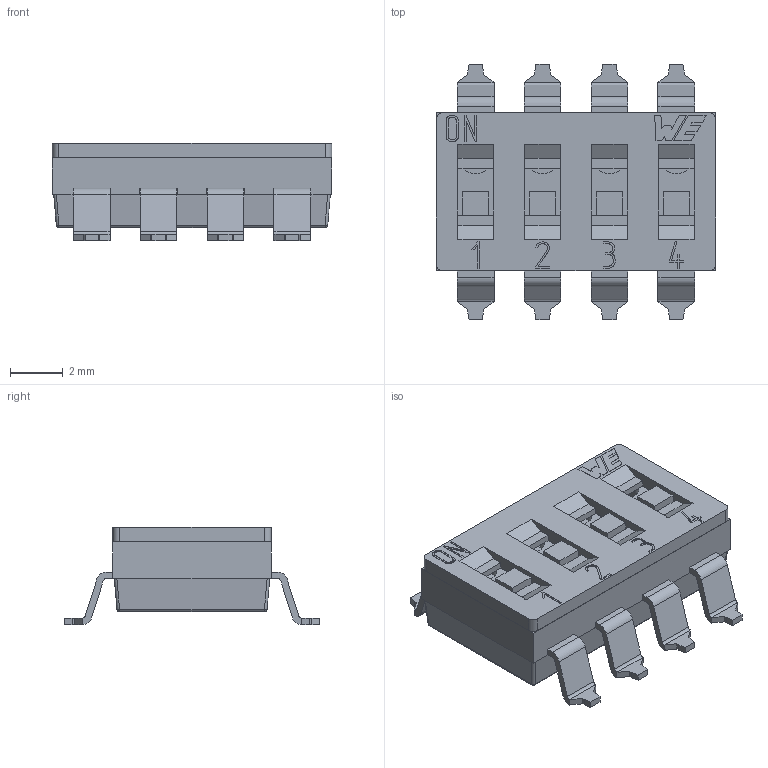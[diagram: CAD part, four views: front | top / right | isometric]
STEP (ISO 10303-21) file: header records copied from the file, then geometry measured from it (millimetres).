
FILE_DESCRIPTION( ( 'Unknown' ), '1' );
FILE_NAME( '418121160804.stp', 'Unknown', ( 'Unknown' ), ( 'Unknown' ), 'PSStep 16.0.42', 'Unknown', ' ' );
FILE_SCHEMA( ( 'AUTOMOTIVE_DESIGN { 1 0 10303 214 1 1 1 1 }' ) );
Length unit declared in the file: millimetre
Products named in the file (5): Assem1; base; cap; insulator; clip
Assembly tree (7 placements, depth 2):
  Assem1
    base
    cap
    insulator
    clip  x4
Bounding box: 10.6 x 9.7 x 3.7 mm (x, y, z)
Volume: 158.2 mm3; surface area: 664.3 mm2
Topology: 7 solids, 7 shells, 380 faces, 997 edges, 642 vertices
Faces by surface type: plane 312, cylinder 54, extrusion 10, sphere 4
Entity records: 13325 total; most frequent: CARTESIAN_POINT 2370, ORIENTED_EDGE 1766, DIRECTION 1555, EDGE_CURVE 883, VECTOR 697, LINE 687, VERTEX_POINT 570, AXIS2_PLACEMENT_3D 429
